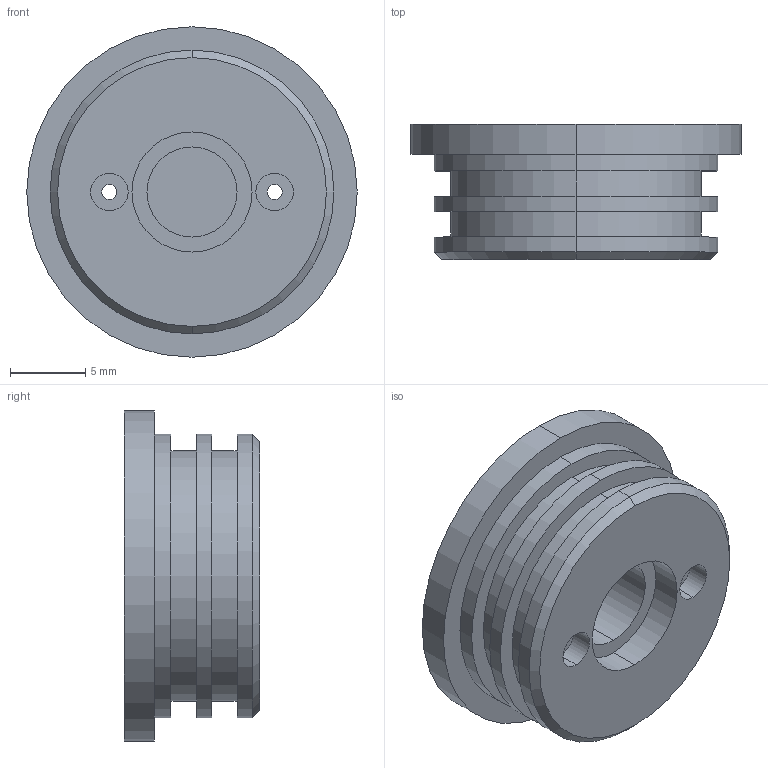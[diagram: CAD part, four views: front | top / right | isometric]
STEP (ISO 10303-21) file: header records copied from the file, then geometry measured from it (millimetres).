
FILE_DESCRIPTION (( 'STEP AP203' ), '1' );
FILE_NAME ('菁褲1#.STEP', '2023-02-06T08:26:05', ( '' ), ( '' ), 'SwSTEP 2.0', 'SolidWorks 2018', '' );
FILE_SCHEMA (( 'CONFIG_CONTROL_DESIGN' ));
Length unit declared in the file: millimetre
Products named in the file (1): 菁褲1#
Bounding box: 22 x 9 x 22 mm (x, y, z)
Volume: 2218.7 mm3; surface area: 1754.6 mm2
Topology: 1 solids, 1 shells, 43 faces, 88 edges, 58 vertices
Faces by surface type: cylinder 28, plane 13, cone 2
Entity records: 1249 total; most frequent: DIRECTION 234, CARTESIAN_POINT 190, ORIENTED_EDGE 176, AXIS2_PLACEMENT_3D 102, EDGE_CURVE 88, VERTEX_POINT 58, EDGE_LOOP 58, CIRCLE 58
